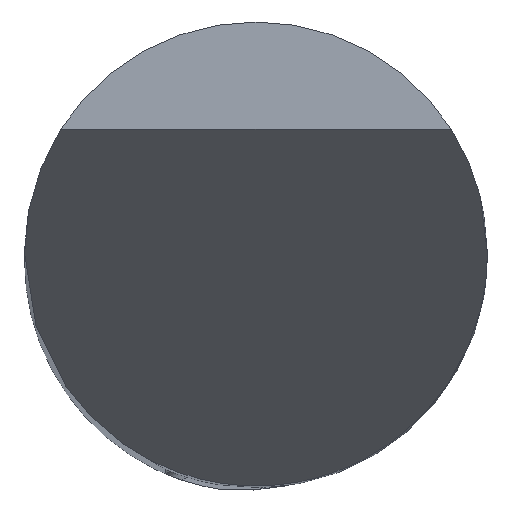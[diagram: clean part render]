
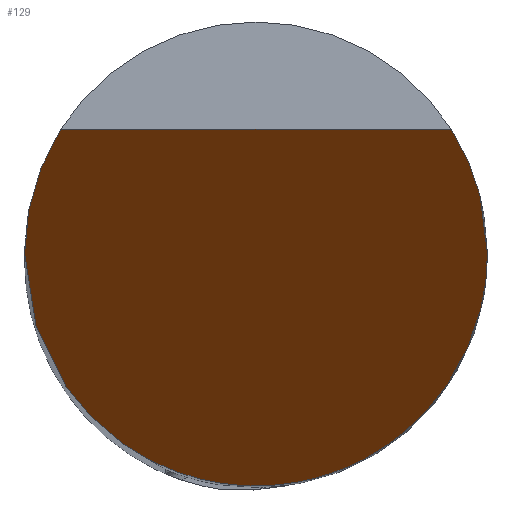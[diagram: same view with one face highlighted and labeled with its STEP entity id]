
A CAD part, top view. The second image highlights one B-rep face of the part: STEP entity #129.
In plain terms, the highlighted planar face has unit normal (0, -0.866, 0.5).
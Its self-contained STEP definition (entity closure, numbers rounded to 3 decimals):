
#45=PLANE('',#527);
#76=LINE('',#830,#105);
#105=VECTOR('',#590,1.);
#129=ADVANCED_FACE('',(#157),#45,.T.);
#157=FACE_OUTER_BOUND('',#183,.T.);
#183=EDGE_LOOP('',(#248,#249,#250,#251));
#248=ORIENTED_EDGE('',*,*,#407,.T.);
#249=ORIENTED_EDGE('',*,*,#386,.T.);
#250=ORIENTED_EDGE('',*,*,#413,.T.);
#251=ORIENTED_EDGE('',*,*,#395,.T.);
#343=VERTEX_POINT('',#704);
#344=VERTEX_POINT('',#705);
#345=VERTEX_POINT('',#710);
#352=VERTEX_POINT('',#737);
#386=EDGE_CURVE('',#345,#343,#464,.T.);
#395=EDGE_CURVE('',#344,#352,#467,.T.);
#407=EDGE_CURVE('',#352,#345,#474,.T.);
#413=EDGE_CURVE('',#343,#344,#76,.T.);
#464=(
BOUNDED_CURVE()
B_SPLINE_CURVE(3,(#706,#707,#708,#709),.UNSPECIFIED.,.F.,.F.)
B_SPLINE_CURVE_WITH_KNOTS((4,4),(0.,1.),.UNSPECIFIED.)
CURVE()
GEOMETRIC_REPRESENTATION_ITEM()
RATIONAL_B_SPLINE_CURVE((1.,0.973,0.973,1.))
REPRESENTATION_ITEM('')
);
#467=(
BOUNDED_CURVE()
B_SPLINE_CURVE(3,(#738,#739,#740,#741),.UNSPECIFIED.,.F.,.F.)
B_SPLINE_CURVE_WITH_KNOTS((4,4),(0.,1.),.UNSPECIFIED.)
CURVE()
GEOMETRIC_REPRESENTATION_ITEM()
RATIONAL_B_SPLINE_CURVE((1.,0.973,0.973,1.))
REPRESENTATION_ITEM('')
);
#474=(
BOUNDED_CURVE()
B_SPLINE_CURVE(3,(#785,#786,#787,#788),.UNSPECIFIED.,.F.,.F.)
B_SPLINE_CURVE_WITH_KNOTS((4,4),(0.,1.),.UNSPECIFIED.)
CURVE()
GEOMETRIC_REPRESENTATION_ITEM()
RATIONAL_B_SPLINE_CURVE((1.,0.333,0.333,1.))
REPRESENTATION_ITEM('')
);
#527=AXIS2_PLACEMENT_3D('',#831,#591,#592);
#590=DIRECTION('',(-1.,0.,0.));
#591=DIRECTION('',(0.,-0.866,0.5));
#592=DIRECTION('',(0.,0.5,0.866));
#704=CARTESIAN_POINT('',(2.955,1.876,3.25));
#705=CARTESIAN_POINT('',(-2.955,1.876,3.25));
#706=CARTESIAN_POINT('',(3.5,0.,0.));
#707=CARTESIAN_POINT('',(3.5,0.669,1.159));
#708=CARTESIAN_POINT('',(3.313,1.312,2.272));
#709=CARTESIAN_POINT('',(2.955,1.876,3.25));
#710=CARTESIAN_POINT('',(3.5,0.,0.));
#737=CARTESIAN_POINT('',(-3.5,0.,0.));
#738=CARTESIAN_POINT('',(-2.955,1.876,3.25));
#739=CARTESIAN_POINT('',(-3.313,1.312,2.272));
#740=CARTESIAN_POINT('',(-3.5,0.669,1.159));
#741=CARTESIAN_POINT('',(-3.5,0.,0.));
#785=CARTESIAN_POINT('',(-3.5,0.,0.));
#786=CARTESIAN_POINT('',(-3.5,-7.,-12.124));
#787=CARTESIAN_POINT('',(3.5,-7.,-12.124));
#788=CARTESIAN_POINT('',(3.5,0.,0.));
#830=CARTESIAN_POINT('',(-96.46,1.876,3.25));
#831=CARTESIAN_POINT('',(-96.46,4.054,7.021));
